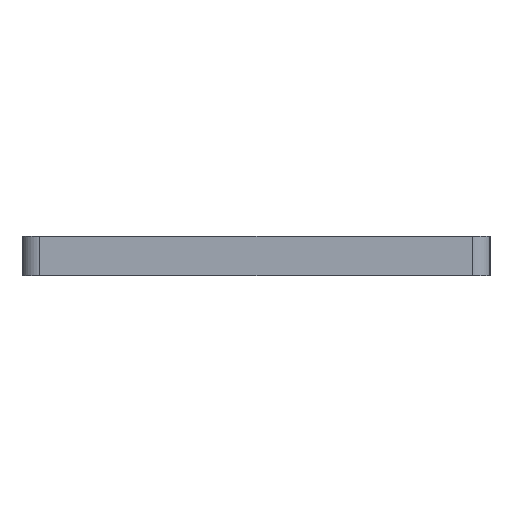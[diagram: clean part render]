
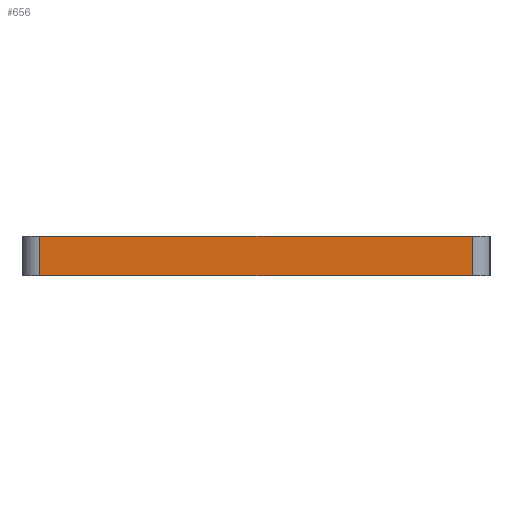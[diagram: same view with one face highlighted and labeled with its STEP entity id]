
A CAD part, left-side view. The second image highlights one B-rep face of the part: STEP entity #656.
In plain terms, the highlighted planar face has unit normal (-1, 0, 0).
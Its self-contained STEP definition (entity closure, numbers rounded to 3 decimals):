
#116=FACE_OUTER_BOUND('',#159,.T.);
#159=EDGE_LOOP('',(#551,#552,#553,#554));
#200=LINE('',#1033,#252);
#218=LINE('',#1116,#270);
#219=LINE('',#1119,#271);
#220=LINE('',#1120,#272);
#252=VECTOR('',#822,10.);
#270=VECTOR('',#924,10.);
#271=VECTOR('',#927,10.);
#272=VECTOR('',#928,10.);
#305=VERTEX_POINT('',#1030);
#306=VERTEX_POINT('',#1032);
#329=VERTEX_POINT('',#1114);
#330=VERTEX_POINT('',#1118);
#373=EDGE_CURVE('',#305,#306,#200,.T.);
#411=EDGE_CURVE('',#329,#306,#218,.T.);
#412=EDGE_CURVE('',#330,#329,#219,.T.);
#413=EDGE_CURVE('',#330,#305,#220,.T.);
#551=ORIENTED_EDGE('',*,*,#412,.T.);
#552=ORIENTED_EDGE('',*,*,#411,.T.);
#553=ORIENTED_EDGE('',*,*,#373,.F.);
#554=ORIENTED_EDGE('',*,*,#413,.F.);
#617=PLANE('',#733);
#656=ADVANCED_FACE('',(#116),#617,.T.);
#733=AXIS2_PLACEMENT_3D('',#1117,#925,#926);
#822=DIRECTION('',(0.,-1.,0.));
#924=DIRECTION('',(0.,0.,1.));
#925=DIRECTION('center_axis',(-1.,0.,0.));
#926=DIRECTION('ref_axis',(0.,-1.,0.));
#927=DIRECTION('',(0.,-1.,0.));
#928=DIRECTION('',(0.,0.,1.));
#1030=CARTESIAN_POINT('',(110.46,-73.09,9.4));
#1032=CARTESIAN_POINT('',(110.46,-157.44,9.4));
#1033=CARTESIAN_POINT('',(110.46,-73.09,9.4));
#1114=CARTESIAN_POINT('',(110.46,-157.44,1.6));
#1116=CARTESIAN_POINT('',(110.46,-157.44,1.6));
#1117=CARTESIAN_POINT('Origin',(110.46,-73.09,1.6));
#1118=CARTESIAN_POINT('',(110.46,-73.09,1.6));
#1119=CARTESIAN_POINT('',(110.46,-73.09,1.6));
#1120=CARTESIAN_POINT('',(110.46,-73.09,1.6));
